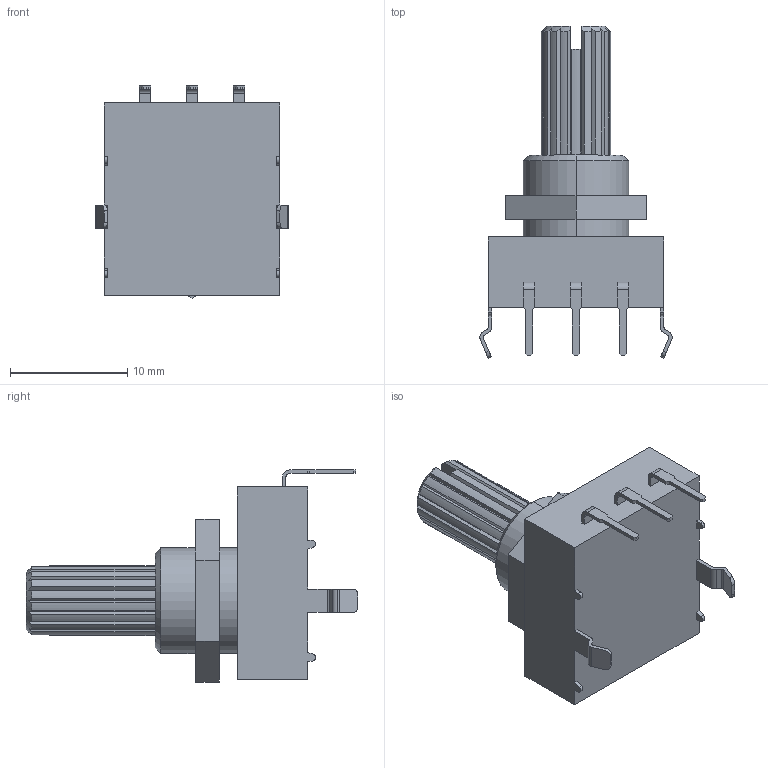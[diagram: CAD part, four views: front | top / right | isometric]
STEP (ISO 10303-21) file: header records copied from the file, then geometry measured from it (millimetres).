
FILE_DESCRIPTION (( 'STEP AP214' ), '1' );
FILE_NAME ('User Library-RV141F-40E3-18BL-003.STEP', '2015-06-22T00:33:16', ( 'Windows User' ), ( '' ), 'SwSTEP 2.0', 'SolidWorks 2015', '' );
FILE_SCHEMA (( 'AUTOMOTIVE_DESIGN' ));
Length unit declared in the file: millimetre
Products named in the file (1): User Library-RV141F-40E3-18BL-003
Bounding box: 16.4 x 28.3 x 18.08 mm (x, y, z)
Volume: 2361 mm3; surface area: 1716.5 mm2
Topology: 2 solids, 2 shells, 186 faces, 517 edges, 344 vertices
Faces by surface type: plane 127, cylinder 55, cone 4
Entity records: 6044 total; most frequent: CARTESIAN_POINT 1156, ORIENTED_EDGE 1034, DIRECTION 969, EDGE_CURVE 517, VECTOR 367, LINE 367, VERTEX_POINT 344, AXIS2_PLACEMENT_3D 301
